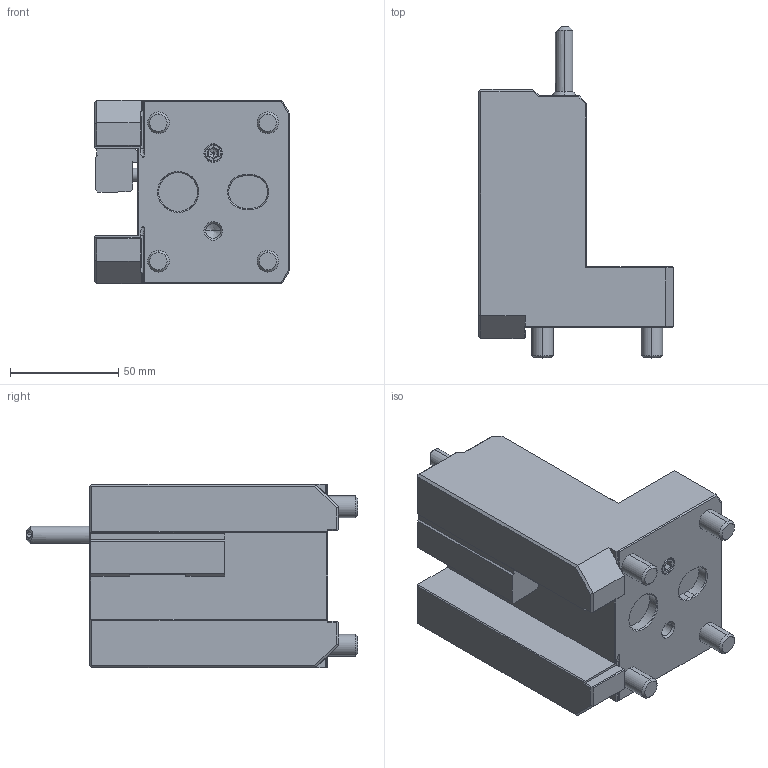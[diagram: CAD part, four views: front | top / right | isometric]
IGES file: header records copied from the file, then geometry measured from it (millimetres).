
Start section:  PTC IGES file: ngt_od_20_110_ha.igs
Global section: file name: ngt_od_20_110_ha.igs; native system: Pro/ENGINEER by Parametric Technology Corporation; preprocessor: 2010280; author: vali; organization: Unknown; date: 20211018.080727; units: millimetre
Bounding box: 90 x 153.34 x 85 mm (x, y, z)
Volume: 493667.7 mm3; surface area: 55949.6 mm2
Topology: 1 solids, 1 shells, 208 faces, 518 edges, 314 vertices
Faces by surface type: bspline 136, revolution 72
